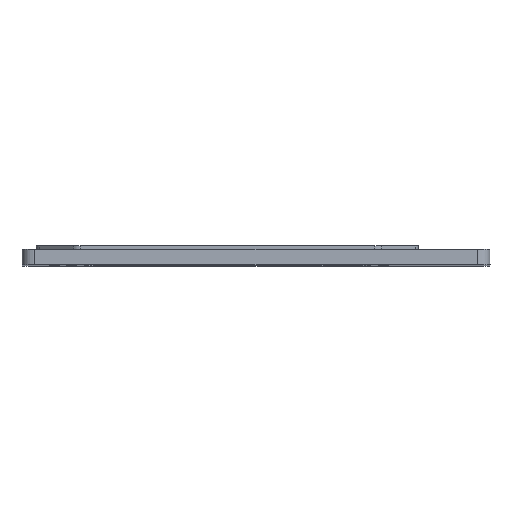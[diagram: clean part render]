
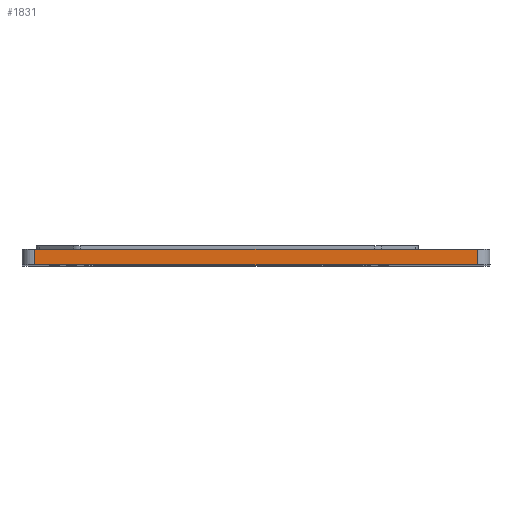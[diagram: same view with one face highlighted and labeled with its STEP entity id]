
A CAD part, top view. The second image highlights one B-rep face of the part: STEP entity #1831.
In plain terms, the highlighted planar face has unit normal (0, 0, 1).
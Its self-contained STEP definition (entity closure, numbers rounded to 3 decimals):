
#246=FACE_OUTER_BOUND('',#371,.T.);
#371=EDGE_LOOP('',(#1537,#1538,#1539,#1540));
#453=LINE('',#2703,#622);
#504=LINE('',#2885,#673);
#542=LINE('',#3048,#711);
#544=LINE('',#3052,#713);
#622=VECTOR('',#2139,10.);
#673=VECTOR('',#2296,10.);
#711=VECTOR('',#2452,10.);
#713=VECTOR('',#2458,10.);
#788=VERTEX_POINT('',#2700);
#789=VERTEX_POINT('',#2702);
#866=VERTEX_POINT('',#2882);
#867=VERTEX_POINT('',#2884);
#975=EDGE_CURVE('',#788,#789,#453,.T.);
#1066=EDGE_CURVE('',#866,#867,#504,.T.);
#1150=EDGE_CURVE('',#867,#788,#542,.T.);
#1152=EDGE_CURVE('',#789,#866,#544,.T.);
#1537=ORIENTED_EDGE('',*,*,#1150,.F.);
#1538=ORIENTED_EDGE('',*,*,#1066,.F.);
#1539=ORIENTED_EDGE('',*,*,#1152,.F.);
#1540=ORIENTED_EDGE('',*,*,#975,.F.);
#1772=PLANE('',#2027);
#1831=ADVANCED_FACE('',(#246),#1772,.T.);
#2027=AXIS2_PLACEMENT_3D('',#3067,#2480,#2481);
#2139=DIRECTION('',(1.,0.,0.));
#2296=DIRECTION('',(-1.,0.,0.));
#2452=DIRECTION('',(0.,1.,0.));
#2458=DIRECTION('',(0.,-1.,0.));
#2480=DIRECTION('center_axis',(0.,0.,
1.));
#2481=DIRECTION('ref_axis',(-1.,0.,0.));
#2700=CARTESIAN_POINT('',(-31.653,131.289,103.934));
#2702=CARTESIAN_POINT('',(107.347,131.289,103.934));
#2703=CARTESIAN_POINT('',(-35.653,131.289,103.934));
#2882=CARTESIAN_POINT('',(107.347,126.289,103.934));
#2884=CARTESIAN_POINT('',(-31.653,126.289,103.934));
#2885=CARTESIAN_POINT('',(71.972,126.289,103.934));
#3048=CARTESIAN_POINT('',(-31.653,126.789,103.934));
#3052=CARTESIAN_POINT('',(107.347,126.789,103.934));
#3067=CARTESIAN_POINT('Origin',(107.847,126.789,103.934));
